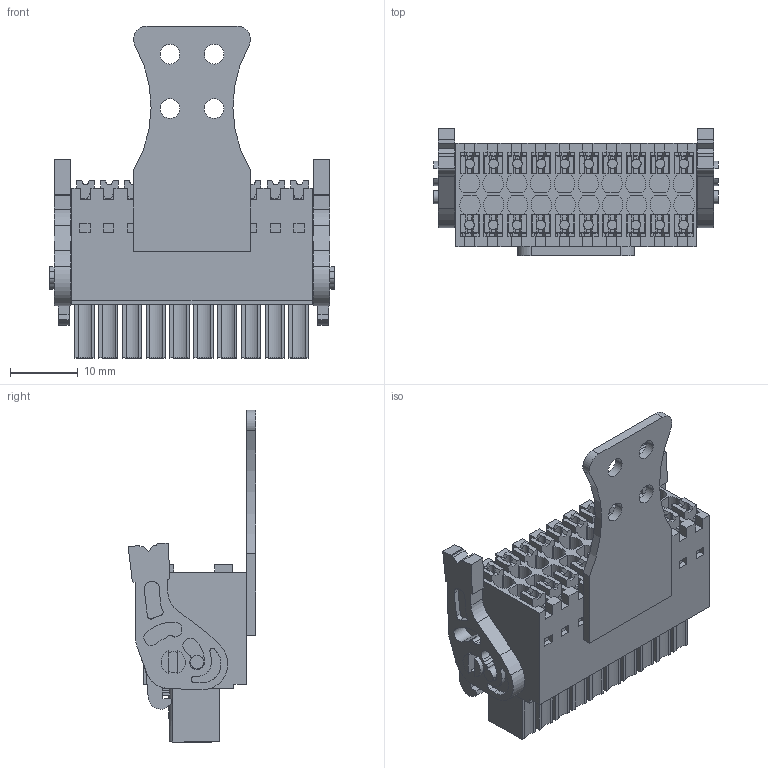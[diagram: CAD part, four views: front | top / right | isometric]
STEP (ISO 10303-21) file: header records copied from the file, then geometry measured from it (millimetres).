
FILE_DESCRIPTION(('CATIA V5R24 STEP','CAx-IF Rec.Pracs.--- Model Styling and Organization---1.2---2011-12-15'),'2;1');
FILE_NAME ('D1461664_0', '2017-12-08T11:34:44+00:00', ('Weidmueller Interface'), ('Weidmueller'), 'CATIA Version 5-6 Release 2014 SP4 HF52', 'CATIA V5 STEP AP214', 'none');
FILE_SCHEMA(('AUTOMOTIVE_DESIGN { 1 0 10303 214 1 1 1 1 }'));
Length unit declared in the file: millimetre
Products named in the file (1): 2054600000
Bounding box: 41.9 x 18.8 x 48.85 mm (x, y, z)
Volume: 11159.2 mm3; surface area: 10514.2 mm2
Topology: 24 solids, 24 shells, 1408 faces, 3932 edges, 2614 vertices
Faces by surface type: plane 1194, cylinder 170, extrusion 44
Entity records: 44477 total; most frequent: CARTESIAN_POINT 8920, ORIENTED_EDGE 7864, DIRECTION 5599, EDGE_CURVE 3932, VECTOR 3314, LINE 3270, VERTEX_POINT 2614, EDGE_LOOP 1510
